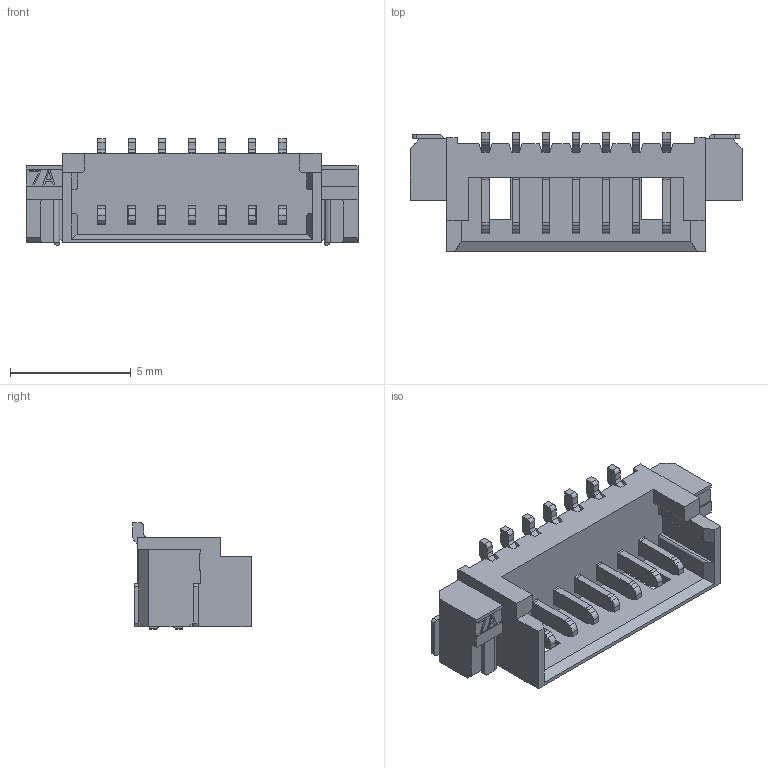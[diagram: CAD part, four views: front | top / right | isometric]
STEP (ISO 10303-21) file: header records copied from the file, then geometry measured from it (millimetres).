
FILE_DESCRIPTION((''),'2;1');
FILE_NAME('1_25-7P_3D_','2022-10-13T',('admin'),(''),'PRO/ENGINEER BY PARAMETRIC TECHNOLOGY CORPORATION, 2010280','PRO/ENGINEER BY PARAMETRIC TECHNOLOGY CORPORATION, 2010280','');
FILE_SCHEMA(('CONFIG_CONTROL_DESIGN'));
Length unit declared in the file: millimetre
Products named in the file (1): 1_25-7P_3D_
Bounding box: 13.75 x 4.9 x 4.41 mm (x, y, z)
Volume: 100.4 mm3; surface area: 405 mm2
Topology: 1 solids, 2 shells, 629 faces, 1974 edges, 1283 vertices
Faces by surface type: plane 414, cylinder 215
Entity records: 22165 total; most frequent: CARTESIAN_POINT 4239, ORIENTED_EDGE 3944, DIRECTION 3589, EDGE_CURVE 1974, VECTOR 1499, LINE 1499, VERTEX_POINT 1283, AXIS2_PLACEMENT_3D 1045
